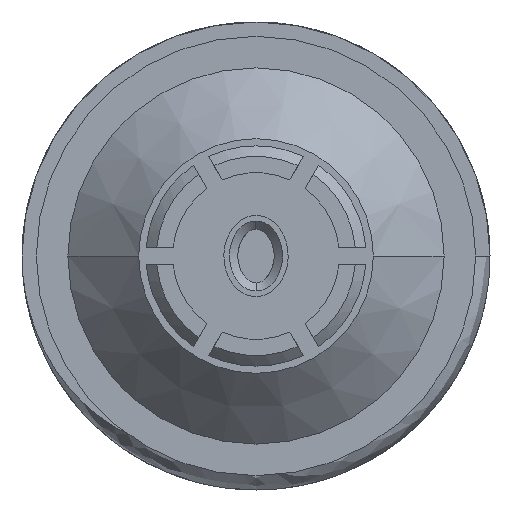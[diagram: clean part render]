
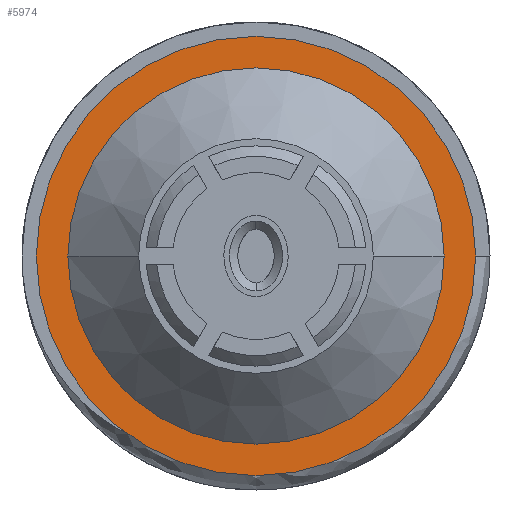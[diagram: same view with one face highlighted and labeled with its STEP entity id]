
A CAD part, left-side view. The second image highlights one B-rep face of the part: STEP entity #5974.
In plain terms, the highlighted planar face has unit normal (-1, 0, 0).
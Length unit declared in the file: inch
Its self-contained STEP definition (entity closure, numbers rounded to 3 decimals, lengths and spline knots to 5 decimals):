
#103 = AXIS2_PLACEMENT_3D ( 'NONE', #2071, #2203, #474 ) ;
#474 = DIRECTION ( 'NONE',  ( 0., 1., 0. ) ) ;
#872 = DIRECTION ( 'NONE',  ( 1., 0., 0. ) ) ;
#1043 = CARTESIAN_POINT ( 'NONE',  ( 0.08982, 0., 0. ) ) ;
#1198 = DIRECTION ( 'NONE',  ( -1., 0., 0. ) ) ;
#1273 = PLANE ( 'NONE',  #3931 ) ;
#1328 = AXIS2_PLACEMENT_3D ( 'NONE', #1043, #5730, #4765 ) ;
#1556 = AXIS2_PLACEMENT_3D ( 'NONE', #6602, #872, #5698 ) ;
#1655 = VERTEX_POINT ( 'NONE', #6619 ) ;
#2044 = VERTEX_POINT ( 'NONE', #2594 ) ;
#2071 = CARTESIAN_POINT ( 'NONE',  ( 0.08982, 0., 0. ) ) ;
#2203 = DIRECTION ( 'NONE',  ( 1., 0., 0. ) ) ;
#2217 = CARTESIAN_POINT ( 'NONE',  ( 0.08982, 0.06282, 0. ) ) ;
#2257 = DIRECTION ( 'NONE',  ( 0., 1., 0. ) ) ;
#2594 = CARTESIAN_POINT ( 'NONE',  ( 0.08982, 0.05381, 0. ) ) ;
#2698 = ORIENTED_EDGE ( 'NONE', *, *, #3077, .T. ) ;
#2911 = AXIS2_PLACEMENT_3D ( 'NONE', #4348, #4904, #4314 ) ;
#3077 = EDGE_CURVE ( 'NONE', #5510, #2044, #6319, .T. ) ;
#3114 = EDGE_LOOP ( 'NONE', ( #6241, #5601 ) ) ;
#3364 = EDGE_CURVE ( 'NONE', #6462, #1655, #4547, .T. ) ;
#3396 = FACE_BOUND ( 'NONE', #6849, .T. ) ;
#3554 = EDGE_CURVE ( 'NONE', #2044, #5510, #4329, .T. ) ;
#3728 = ORIENTED_EDGE ( 'NONE', *, *, #3554, .T. ) ;
#3880 = CARTESIAN_POINT ( 'NONE',  ( 0.08982, 0.05381, 0. ) ) ;
#3931 = AXIS2_PLACEMENT_3D ( 'NONE', #3880, #1198, #2257 ) ;
#4314 = DIRECTION ( 'NONE',  ( 0., 1., 0. ) ) ;
#4329 = CIRCLE ( 'NONE', #1328, 0.05381 ) ;
#4348 = CARTESIAN_POINT ( 'NONE',  ( 0.08982, 0., 0. ) ) ;
#4547 = CIRCLE ( 'NONE', #1556, 0.06282 ) ;
#4765 = DIRECTION ( 'NONE',  ( 0., 1., 0. ) ) ;
#4904 = DIRECTION ( 'NONE',  ( 1., 0., 0. ) ) ;
#5343 = CIRCLE ( 'NONE', #2911, 0.06282 ) ;
#5384 = EDGE_CURVE ( 'NONE', #1655, #6462, #5343, .T. ) ;
#5420 = CARTESIAN_POINT ( 'NONE',  ( 0.08982, -0.05381, 0. ) ) ;
#5510 = VERTEX_POINT ( 'NONE', #5420 ) ;
#5601 = ORIENTED_EDGE ( 'NONE', *, *, #5384, .F. ) ;
#5698 = DIRECTION ( 'NONE',  ( 0., 1., 0. ) ) ;
#5730 = DIRECTION ( 'NONE',  ( 1., 0., 0. ) ) ;
#5974 = ADVANCED_FACE ( 'NONE', ( #3396, #6065 ), #1273, .T. ) ;
#6065 = FACE_OUTER_BOUND ( 'NONE', #3114, .T. ) ;
#6241 = ORIENTED_EDGE ( 'NONE', *, *, #3364, .F. ) ;
#6319 = CIRCLE ( 'NONE', #103, 0.05381 ) ;
#6462 = VERTEX_POINT ( 'NONE', #2217 ) ;
#6602 = CARTESIAN_POINT ( 'NONE',  ( 0.08982, 0., 0. ) ) ;
#6619 = CARTESIAN_POINT ( 'NONE',  ( 0.08982, -0.06282, 0. ) ) ;
#6849 = EDGE_LOOP ( 'NONE', ( #3728, #2698 ) ) ;
